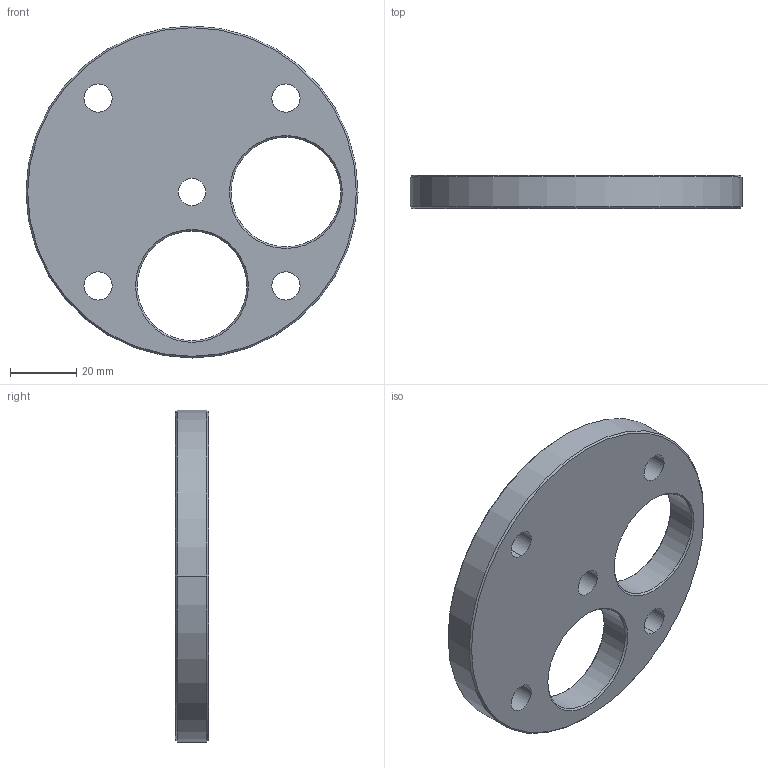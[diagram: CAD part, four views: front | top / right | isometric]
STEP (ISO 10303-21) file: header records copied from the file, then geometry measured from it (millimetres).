
FILE_DESCRIPTION((''),'2;1');
FILE_NAME('50-002019-00115','2020-01-08T14:02:07',('t.kolegar'),('Mechatronic Design & Solutions s.r.o.'),'CREO PARAMETRIC BY PTC INC, 2018020','CREO PARAMETRIC BY PTC INC, 2018020','');
FILE_SCHEMA(('CONFIG_CONTROL_DESIGN'));
Length unit declared in the file: millimetre
Products named in the file (1): 50-002019-00115
Bounding box: 100 x 10 x 100 mm (x, y, z)
Volume: 58505.3 mm3; surface area: 17963.1 mm2
Topology: 1 solids, 1 shells, 30 faces, 82 edges, 64 vertices
Faces by surface type: cylinder 16, cone 12, plane 2
Entity records: 1025 total; most frequent: DIRECTION 196, CARTESIAN_POINT 161, ORIENTED_EDGE 144, AXIS2_PLACEMENT_3D 79, EDGE_CURVE 72, VERTEX_POINT 44, EDGE_LOOP 44, CIRCLE 44
